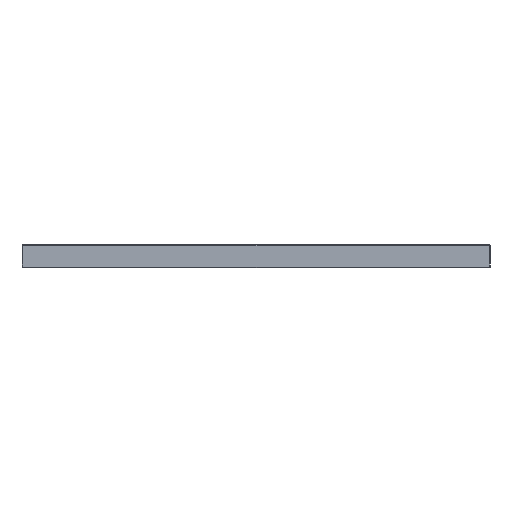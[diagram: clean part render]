
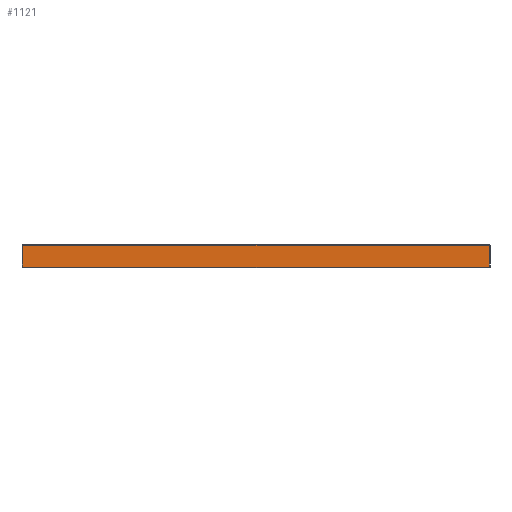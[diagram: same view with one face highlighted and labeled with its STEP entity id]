
A CAD part, left-side view. The second image highlights one B-rep face of the part: STEP entity #1121.
In plain terms, the highlighted planar face has unit normal (-1, 0, 0).
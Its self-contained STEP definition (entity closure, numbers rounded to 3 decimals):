
#473=B_SPLINE_CURVE_WITH_KNOTS('',3,(#10007,#10008,#10009,#10010,#10011,
#10012,#10013,#10014,#10015,#10016,#10017),.UNSPECIFIED.,.F.,.F.,(4,2,1,
1,1,2,4),(0.,0.031,0.063,0.125,0.25,0.5,1.),
 .UNSPECIFIED.);
#474=B_SPLINE_CURVE_WITH_KNOTS('',3,(#10019,#10020,#10021,#10022,#10023,
#10024,#10025,#10026,#10027,#10028,#10029,#10030,#10031,#10032),
 .UNSPECIFIED.,.F.,.F.,(4,2,2,2,2,2,4),(0.,0.5,0.75,0.875,0.938,0.969,
1.),.UNSPECIFIED.);
#876=PLANE('',#6777);
#1121=ADVANCED_FACE('',(#1592),#876,.F.);
#1592=FACE_OUTER_BOUND('',#2003,.T.);
#2003=EDGE_LOOP('',(#3473,#3474,#3475,#3476,#3477));
#3473=ORIENTED_EDGE('',*,*,#5397,.F.);
#3474=ORIENTED_EDGE('',*,*,#5420,.T.);
#3475=ORIENTED_EDGE('',*,*,#5399,.F.);
#3476=ORIENTED_EDGE('',*,*,#5421,.T.);
#3477=ORIENTED_EDGE('',*,*,#5422,.T.);
#4648=VERTEX_POINT('',#9865);
#4649=VERTEX_POINT('',#9867);
#4650=VERTEX_POINT('',#9871);
#4651=VERTEX_POINT('',#9872);
#4665=VERTEX_POINT('',#10018);
#5397=EDGE_CURVE('',#4648,#4649,#6038,.T.);
#5399=EDGE_CURVE('',#4650,#4651,#6039,.T.);
#5420=EDGE_CURVE('',#4648,#4651,#6048,.T.);
#5421=EDGE_CURVE('',#4650,#4665,#473,.T.);
#5422=EDGE_CURVE('',#4665,#4649,#474,.T.);
#6038=LINE('',#9866,#6295);
#6039=LINE('',#9870,#6296);
#6048=LINE('',#10006,#6305);
#6295=VECTOR('',#7894,1.);
#6296=VECTOR('',#7899,1.);
#6305=VECTOR('',#7932,1.);
#6777=AXIS2_PLACEMENT_3D('',#10033,#7933,#7934);
#7894=DIRECTION('',(0.,0.,1.));
#7899=DIRECTION('',(0.,0.,-1.));
#7932=DIRECTION('',(0.,-1.,0.));
#7933=DIRECTION('',(1.,0.,0.));
#7934=DIRECTION('',(0.,0.,-1.));
#9865=CARTESIAN_POINT('',(-500.,398.5,1.));
#9866=CARTESIAN_POINT('',(-500.,398.5,39.));
#9867=CARTESIAN_POINT('',(-500.,398.5,38.478));
#9870=CARTESIAN_POINT('',(-500.,-398.5,39.));
#9871=CARTESIAN_POINT('',(-500.,-398.5,38.478));
#9872=CARTESIAN_POINT('',(-500.,-398.5,1.));
#10006=CARTESIAN_POINT('',(-500.,-398.5,1.));
#10007=CARTESIAN_POINT('',(-500.,-398.5,38.478));
#10008=CARTESIAN_POINT('',(-500.,-394.349,38.429));
#10009=CARTESIAN_POINT('',(-500.,-390.198,38.462));
#10010=CARTESIAN_POINT('',(-500.,-381.896,38.462));
#10011=CARTESIAN_POINT('',(-500.,-369.443,38.462));
#10012=CARTESIAN_POINT('',(-500.,-340.385,38.462));
#10013=CARTESIAN_POINT('',(-500.,-282.271,38.462));
#10014=CARTESIAN_POINT('',(-500.,-232.458,38.462));
#10015=CARTESIAN_POINT('',(-500.,-132.833,38.462));
#10016=CARTESIAN_POINT('',(-500.,-66.417,38.462));
#10017=CARTESIAN_POINT('',(-500.,0.,38.462));
#10018=CARTESIAN_POINT('',(-500.,0.,38.462));
#10019=CARTESIAN_POINT('',(-500.,0.,38.462));
#10020=CARTESIAN_POINT('',(-500.,66.417,38.462));
#10021=CARTESIAN_POINT('',(-500.,132.833,38.462));
#10022=CARTESIAN_POINT('',(-500.,232.458,38.462));
#10023=CARTESIAN_POINT('',(-500.,265.667,38.462));
#10024=CARTESIAN_POINT('',(-500.,315.479,38.462));
#10025=CARTESIAN_POINT('',(-500.,332.083,38.462));
#10026=CARTESIAN_POINT('',(-500.,356.99,38.462));
#10027=CARTESIAN_POINT('',(-500.,365.292,38.462));
#10028=CARTESIAN_POINT('',(-500.,377.745,38.462));
#10029=CARTESIAN_POINT('',(-500.,381.896,38.462));
#10030=CARTESIAN_POINT('',(-500.,390.198,38.462));
#10031=CARTESIAN_POINT('',(-500.,394.349,38.429));
#10032=CARTESIAN_POINT('',(-500.,398.5,38.478));
#10033=CARTESIAN_POINT('',(-500.,-398.5,39.));
